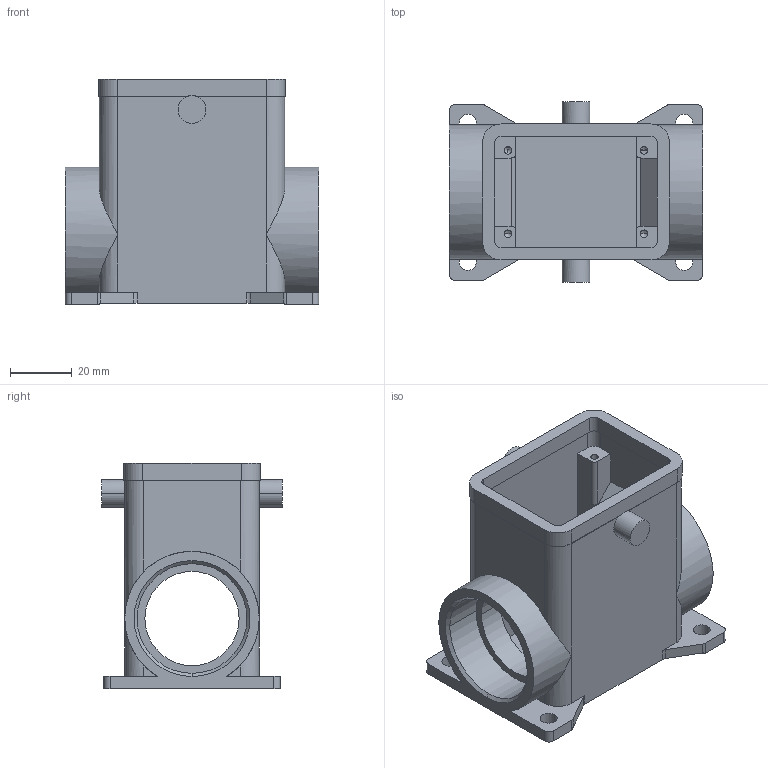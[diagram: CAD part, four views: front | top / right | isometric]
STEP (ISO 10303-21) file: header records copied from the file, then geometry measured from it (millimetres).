
FILE_DESCRIPTION(('Creo Elements/Direct Modeling STEP Export'),'2;1');
FILE_NAME('0ln7tug4jq49m234860','2018-07-20T 8:38:48',(''),(''),'PTC Creo Elements/Direct Modeling STEP processor for AP214 (Solid Model)','PTC Creo Elements/Direct Modeling 19.0E 27-Jun-2016 (C) Parametric Technology GmbH','');
FILE_SCHEMA(('AUTOMOTIVE_DESIGN { 1 0 10303 214 1 1 1 1 }'));
Length unit declared in the file: millimetre
Products named in the file (2): CAP_06_YC229
Assembly tree (1 placements, depth 2):
  CAP_06_YC229
    CAP_06_YC229
Bounding box: 82 x 58.5 x 73 mm (x, y, z)
Volume: 75333 mm3; surface area: 38976.2 mm2
Topology: 1 solids, 1 shells, 141 faces, 395 edges, 257 vertices
Faces by surface type: cylinder 66, plane 64, cone 11
Entity records: 4419 total; most frequent: CARTESIAN_POINT 811, ORIENTED_EDGE 776, DIRECTION 725, EDGE_CURVE 388, VERTEX_POINT 257, AXIS2_PLACEMENT_3D 251, VECTOR 223, LINE 223
